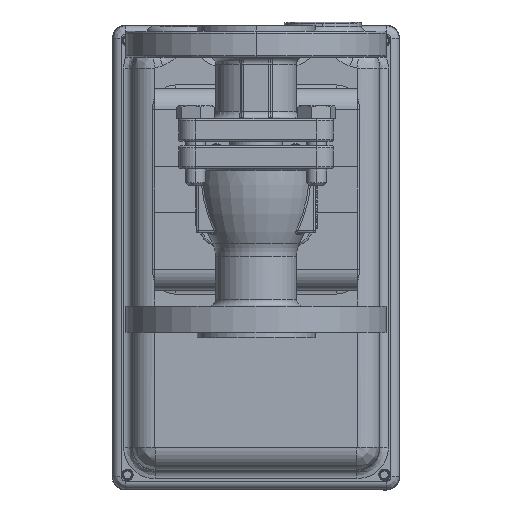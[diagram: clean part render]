
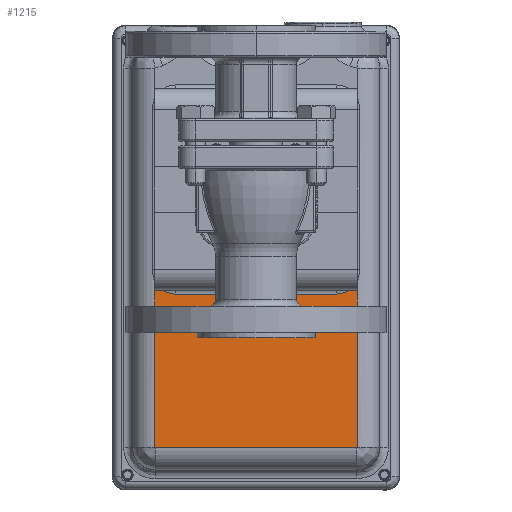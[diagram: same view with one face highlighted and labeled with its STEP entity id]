
A CAD part, front view. The second image highlights one B-rep face of the part: STEP entity #1215.
In plain terms, the highlighted planar face has unit normal (0, -1, 0).
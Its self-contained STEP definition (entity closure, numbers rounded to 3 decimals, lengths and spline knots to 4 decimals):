
#824 = VERTEX_POINT ( 'NONE', #18809 ) ;
#903 = CARTESIAN_POINT ( 'NONE',  ( 1.1866, 4.877, -1.5511 ) ) ;
#1215 = ADVANCED_FACE ( 'NONE', ( #59412 ), #53879, .F. ) ;
#1466 = VERTEX_POINT ( 'NONE', #3247 ) ;
#1542 = CARTESIAN_POINT ( 'NONE',  ( -1.4998, 4.877, -3.8261 ) ) ;
#2029 = EDGE_CURVE ( 'NONE', #1466, #44713, #10431, .T. ) ;
#3247 = CARTESIAN_POINT ( 'NONE',  ( -1.1874, 4.877, -1.5511 ) ) ;
#3461 = CARTESIAN_POINT ( 'NONE',  ( 1.5004, 4.877, -0.0004 ) ) ;
#4632 =( BOUNDED_CURVE ( )  B_SPLINE_CURVE ( 3, ( #6428, #1542, #11339, #45588 ),
 .UNSPECIFIED., .F., .F. ) 
 B_SPLINE_CURVE_WITH_KNOTS ( ( 4, 4 ),
 ( 0., 1. ),
 .UNSPECIFIED. ) 
 CURVE ( )  GEOMETRIC_REPRESENTATION_ITEM ( )  RATIONAL_B_SPLINE_CURVE ( ( 1., 0.805, 0.805, 1. ) ) 
 REPRESENTATION_ITEM ( '' )  );
#4966 =( BOUNDED_CURVE ( )  B_SPLINE_CURVE ( 3, ( #60754, #41453, #17066, #51369 ),
 .UNSPECIFIED., .F., .F. ) 
 B_SPLINE_CURVE_WITH_KNOTS ( ( 4, 4 ),
 ( 0., 1. ),
 .UNSPECIFIED. ) 
 CURVE ( )  GEOMETRIC_REPRESENTATION_ITEM ( )  RATIONAL_B_SPLINE_CURVE ( ( 1., 0.912, 0.912, 1. ) ) 
 REPRESENTATION_ITEM ( '' )  );
#6023 = VERTEX_POINT ( 'NONE', #42481 ) ;
#6428 = CARTESIAN_POINT ( 'NONE',  ( -1.4979, 4.877, -3.8261 ) ) ;
#6859 = CARTESIAN_POINT ( 'NONE',  ( 1.5004, 4.877, -1.3715 ) ) ;
#8366 = DIRECTION ( 'NONE',  ( 0., 0., -1. ) ) ;
#10036 = EDGE_CURVE ( 'NONE', #824, #41012, #12838, .T. ) ;
#10431 = LINE ( 'NONE', #49857, #30346 ) ;
#11339 = CARTESIAN_POINT ( 'NONE',  ( -1.5011, 4.877, -3.8248 ) ) ;
#12838 =( BOUNDED_CURVE ( )  B_SPLINE_CURVE ( 3, ( #37983, #35344, #14178, #34939 ),
 .UNSPECIFIED., .F., .T. ) 
 B_SPLINE_CURVE_WITH_KNOTS ( ( 4, 4 ),
 ( 0., 1. ),
 .UNSPECIFIED. ) 
 CURVE ( )  GEOMETRIC_REPRESENTATION_ITEM ( )  RATIONAL_B_SPLINE_CURVE ( ( 1., 0.805, 0.805, 1. ) ) 
 REPRESENTATION_ITEM ( '' )  );
#13019 = DIRECTION ( 'NONE',  ( 0., 0., 1. ) ) ;
#13198 = ORIENTED_EDGE ( 'NONE', *, *, #53586, .F. ) ;
#13480 =( BOUNDED_CURVE ( )  B_SPLINE_CURVE ( 3, ( #49836, #54740, #25404, #59679 ),
 .UNSPECIFIED., .F., .T. ) 
 B_SPLINE_CURVE_WITH_KNOTS ( ( 4, 4 ),
 ( 0., 1. ),
 .UNSPECIFIED. ) 
 CURVE ( )  GEOMETRIC_REPRESENTATION_ITEM ( )  RATIONAL_B_SPLINE_CURVE ( ( 1., 0.912, 0.912, 1. ) ) 
 REPRESENTATION_ITEM ( '' )  );
#13953 = CARTESIAN_POINT ( 'NONE',  ( -1.5011, 4.877, -1.3715 ) ) ;
#14178 = CARTESIAN_POINT ( 'NONE',  ( 1.4991, 4.877, -3.8261 ) ) ;
#14687 = DIRECTION ( 'NONE',  ( 0., 1., 0. ) ) ;
#15202 = DIRECTION ( 'NONE',  ( -1., 0., 0. ) ) ;
#15950 = ORIENTED_EDGE ( 'NONE', *, *, #22189, .F. ) ;
#17066 = CARTESIAN_POINT ( 'NONE',  ( 1.4335, 4.877, -1.4855 ) ) ;
#17888 = VERTEX_POINT ( 'NONE', #19546 ) ;
#18809 = CARTESIAN_POINT ( 'NONE',  ( 1.5004, 4.877, -3.8229 ) ) ;
#19113 = EDGE_CURVE ( 'NONE', #56413, #1466, #13480, .T. ) ;
#19546 = CARTESIAN_POINT ( 'NONE',  ( -1.5011, 4.877, -3.8229 ) ) ;
#19580 = DIRECTION ( 'NONE',  ( 0.015, 0., -1. ) ) ;
#20518 = ORIENTED_EDGE ( 'NONE', *, *, #43504, .F. ) ;
#21360 = LINE ( 'NONE', #25688, #31330 ) ;
#22189 = EDGE_CURVE ( 'NONE', #40849, #824, #48139, .T. ) ;
#22892 = AXIS2_PLACEMENT_3D ( 'NONE', #39062, #14687, #19580 ) ;
#25404 = CARTESIAN_POINT ( 'NONE',  ( -1.3195, 4.877, -1.5511 ) ) ;
#25688 = CARTESIAN_POINT ( 'NONE',  ( -0.0004, 4.877, -3.8261 ) ) ;
#30346 = VECTOR ( 'NONE', #34832, 39.3701 ) ;
#30530 = ORIENTED_EDGE ( 'NONE', *, *, #10036, .F. ) ;
#31330 = VECTOR ( 'NONE', #15202, 39.3701 ) ;
#34832 = DIRECTION ( 'NONE',  ( 1., 0., 0. ) ) ;
#34939 = CARTESIAN_POINT ( 'NONE',  ( 1.4971, 4.877, -3.8261 ) ) ;
#35089 = VECTOR ( 'NONE', #8366, 39.3701 ) ;
#35344 = CARTESIAN_POINT ( 'NONE',  ( 1.5004, 4.877, -3.8248 ) ) ;
#37983 = CARTESIAN_POINT ( 'NONE',  ( 1.5004, 4.877, -3.8229 ) ) ;
#37999 = CARTESIAN_POINT ( 'NONE',  ( 1.4971, 4.877, -3.8261 ) ) ;
#39062 = CARTESIAN_POINT ( 'NONE',  ( 1.4971, 4.877, 1.8021 ) ) ;
#40849 = VERTEX_POINT ( 'NONE', #6859 ) ;
#40926 = EDGE_CURVE ( 'NONE', #17888, #56413, #53663, .T. ) ;
#41012 = VERTEX_POINT ( 'NONE', #37999 ) ;
#41453 = CARTESIAN_POINT ( 'NONE',  ( 1.3188, 4.877, -1.5511 ) ) ;
#42316 = CARTESIAN_POINT ( 'NONE',  ( -1.5011, 4.877, 1.8021 ) ) ;
#42481 = CARTESIAN_POINT ( 'NONE',  ( -1.4979, 4.877, -3.8261 ) ) ;
#43299 = ORIENTED_EDGE ( 'NONE', *, *, #40926, .F. ) ;
#43504 = EDGE_CURVE ( 'NONE', #41012, #6023, #21360, .T. ) ;
#43678 = VECTOR ( 'NONE', #13019, 39.3701 ) ;
#44713 = VERTEX_POINT ( 'NONE', #903 ) ;
#45255 = EDGE_LOOP ( 'NONE', ( #58581, #43299, #51606, #20518, #30530, #15950, #13198, #55352 ) ) ;
#45588 = CARTESIAN_POINT ( 'NONE',  ( -1.5011, 4.877, -3.8229 ) ) ;
#48139 = LINE ( 'NONE', #3461, #35089 ) ;
#49836 = CARTESIAN_POINT ( 'NONE',  ( -1.5011, 4.877, -1.3715 ) ) ;
#49857 = CARTESIAN_POINT ( 'NONE',  ( -1.1874, 4.877, -1.5511 ) ) ;
#51369 = CARTESIAN_POINT ( 'NONE',  ( 1.5004, 4.877, -1.3715 ) ) ;
#51606 = ORIENTED_EDGE ( 'NONE', *, *, #62838, .F. ) ;
#53586 = EDGE_CURVE ( 'NONE', #44713, #40849, #4966, .T. ) ;
#53663 = LINE ( 'NONE', #42316, #43678 ) ;
#53879 = PLANE ( 'NONE',  #22892 ) ;
#54740 = CARTESIAN_POINT ( 'NONE',  ( -1.4342, 4.877, -1.4855 ) ) ;
#55352 = ORIENTED_EDGE ( 'NONE', *, *, #2029, .F. ) ;
#56413 = VERTEX_POINT ( 'NONE', #13953 ) ;
#58581 = ORIENTED_EDGE ( 'NONE', *, *, #19113, .F. ) ;
#59412 = FACE_OUTER_BOUND ( 'NONE', #45255, .T. ) ;
#59679 = CARTESIAN_POINT ( 'NONE',  ( -1.1874, 4.877, -1.5511 ) ) ;
#60754 = CARTESIAN_POINT ( 'NONE',  ( 1.1866, 4.877, -1.5511 ) ) ;
#62838 = EDGE_CURVE ( 'NONE', #6023, #17888, #4632, .T. ) ;
